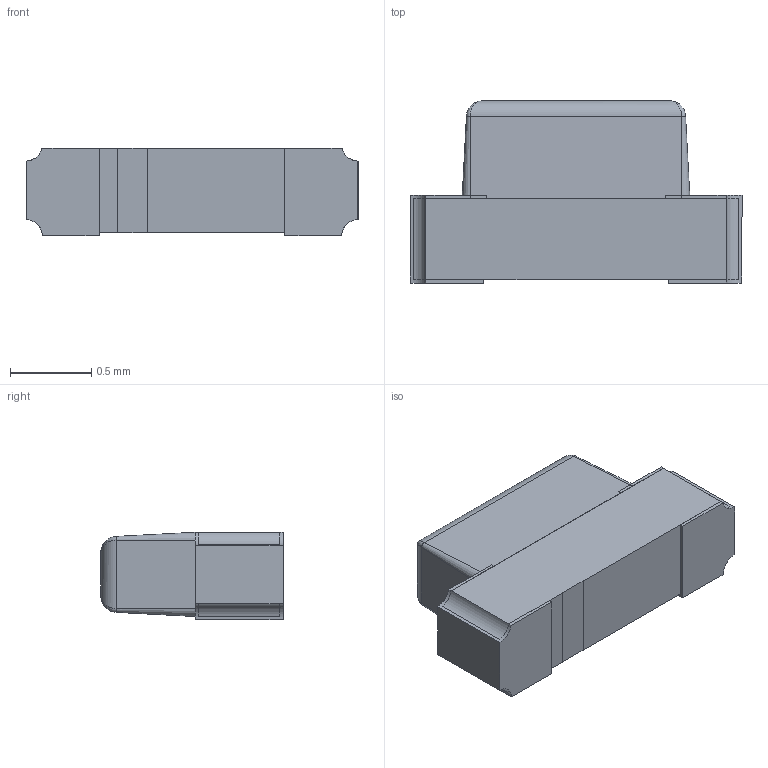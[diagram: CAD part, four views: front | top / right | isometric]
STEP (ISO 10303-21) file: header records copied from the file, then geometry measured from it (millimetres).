
FILE_DESCRIPTION (( 'STEP AP214' ), '1' );
FILE_NAME ('LED-SMD_L2.0-W1.1_RD_GREEN_SIDE.STEP', '2021-09-14T12:04:54', ( '' ), ( '' ), 'SwSTEP 2.0', 'SolidWorks 2018', '' );
FILE_SCHEMA (( 'AUTOMOTIVE_DESIGN' ));
Length unit declared in the file: millimetre
Products named in the file (1): LED-SMD_L2.0-W1.1_RD_GREEN_SIDE
Bounding box: 2.04 x 1.12 x 0.54 mm (x, y, z)
Volume: 1 mm3; surface area: 11.6 mm2
Topology: 4 solids, 4 shells, 132 faces, 342 edges, 220 vertices
Faces by surface type: plane 98, bspline 18, cylinder 12, cone 4
Entity records: 6547 total; most frequent: CARTESIAN_POINT 1929, ORIENTED_EDGE 676, DIRECTION 556, EDGE_CURVE 338, VECTOR 270, LINE 270, VERTEX_POINT 220, AXIS2_PLACEMENT_3D 143
